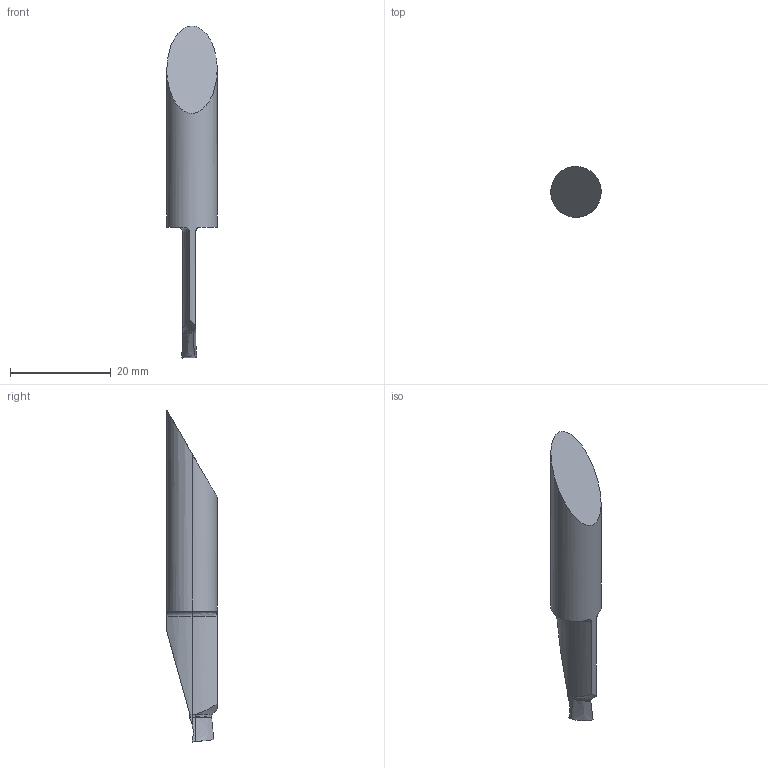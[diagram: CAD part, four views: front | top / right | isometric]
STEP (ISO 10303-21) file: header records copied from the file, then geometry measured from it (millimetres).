
FILE_DESCRIPTION(/* description */ (''),/* implementation_level */ '2;1');
FILE_NAME(/* name */ '1577784009234.stp',/* time_stamp */ '2019-12-31T14:50:23+05:00',/* author */ (''),/* organization */ ('SMS'),/* preprocessor_version */ 'ST-DEVELOPER v16.7',/* originating_system */ 'SIEMENS PLM Software NX 12.0',/* authorisation */ '');
FILE_SCHEMA (('AUTOMOTIVE_DESIGN { 1 0 10303 214 3 1 1 1 }'));
Length unit declared in the file: millimetre
Products named in the file (1): 202044602mod000_00
Bounding box: 10 x 10 x 65.91 mm (x, y, z)
Volume: 2864.7 mm3; surface area: 1679.7 mm2
Topology: 2 solids, 2 shells, 37 faces, 98 edges, 68 vertices
Faces by surface type: plane 14, bspline 11, cylinder 9, torus 2, cone 1
Entity records: 1715 total; most frequent: CARTESIAN_POINT 862, ORIENTED_EDGE 192, DIRECTION 122, EDGE_CURVE 96, VERTEX_POINT 63, AXIS2_PLACEMENT_3D 44, B_SPLINE_CURVE_WITH_KNOTS 39, ADVANCED_FACE 37
